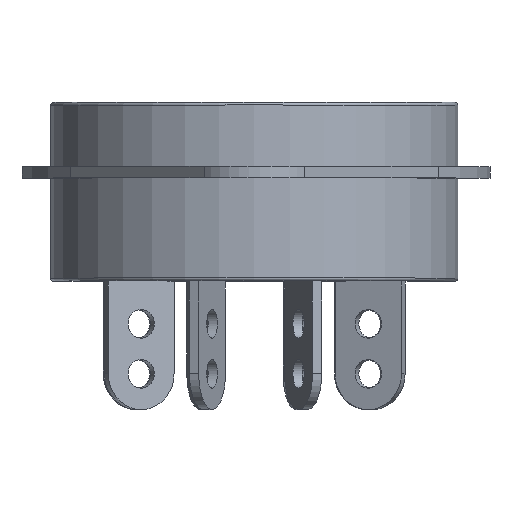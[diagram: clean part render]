
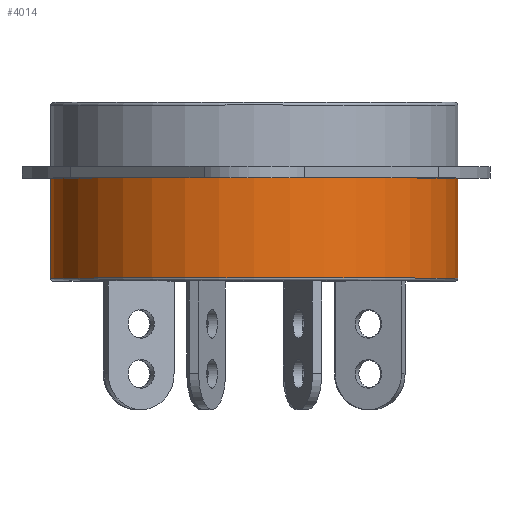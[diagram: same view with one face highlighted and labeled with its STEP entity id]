
A CAD part, top view. The second image highlights one B-rep face of the part: STEP entity #4014.
In plain terms, the highlighted cylindrical face has radius 14.25 mm (diameter 28.5 mm), a full revolution.
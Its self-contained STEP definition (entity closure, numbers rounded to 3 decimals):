
#77=CIRCLE('',#4168,14.25);
#134=CIRCLE('',#4288,14.25);
#190=CYLINDRICAL_SURFACE('',#4287,14.25);
#895=ORIENTED_EDGE('',*,*,#1356,.F.);
#896=ORIENTED_EDGE('',*,*,#1218,.F.);
#1218=EDGE_CURVE('',#1527,#1527,#77,.T.);
#1356=EDGE_CURVE('',#1628,#1628,#134,.T.);
#1527=VERTEX_POINT('',#5624);
#1628=VERTEX_POINT('',#5926);
#2400=EDGE_LOOP('',(#895));
#2401=EDGE_LOOP('',(#896));
#2635=FACE_BOUND('',#2400,.T.);
#2636=FACE_BOUND('',#2401,.T.);
#4014=ADVANCED_FACE('',(#2635,#2636),#190,.T.);
#4168=AXIS2_PLACEMENT_3D('',#5623,#4780,#4781);
#4287=AXIS2_PLACEMENT_3D('',#5924,#5099,#5100);
#4288=AXIS2_PLACEMENT_3D('',#5925,#5101,#5102);
#4780=DIRECTION('',(0.,1.,0.));
#4781=DIRECTION('',(-1.,0.,0.));
#5099=DIRECTION('',(0.,1.,0.));
#5100=DIRECTION('',(-1.,0.,0.));
#5101=DIRECTION('',(0.,-1.,0.));
#5102=DIRECTION('',(-1.,0.,0.));
#5623=CARTESIAN_POINT('',(0.,-0.8,0.));
#5624=CARTESIAN_POINT('',(-14.25,-0.8,0.));
#5924=CARTESIAN_POINT('',(0.,-8.,0.));
#5925=CARTESIAN_POINT('',(0.,-7.8,0.));
#5926=CARTESIAN_POINT('',(-14.25,-7.8,0.));
